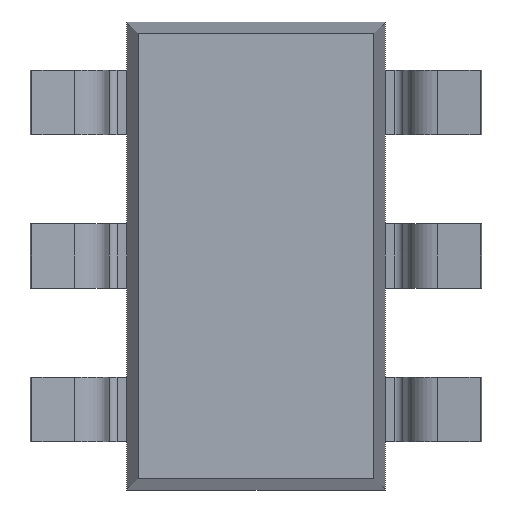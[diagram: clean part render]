
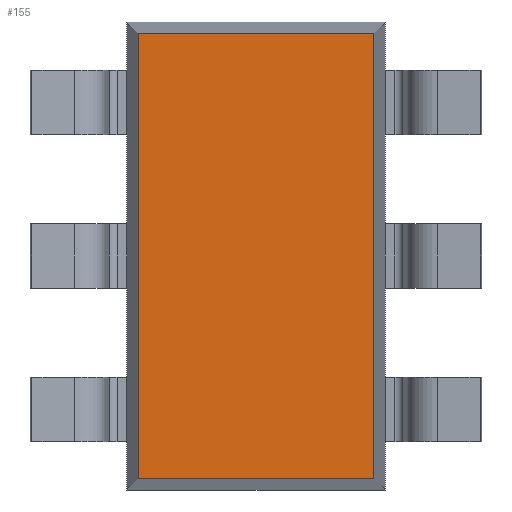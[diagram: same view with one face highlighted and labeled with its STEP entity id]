
A CAD part, front view. The second image highlights one B-rep face of the part: STEP entity #155.
In plain terms, the highlighted planar face has unit normal (0, -1, 0).
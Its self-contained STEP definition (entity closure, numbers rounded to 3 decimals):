
#2 = VECTOR ( 'NONE', #2593, 1000. ) ;
#98 = LINE ( 'NONE', #3031, #2 ) ;
#103 = ORIENTED_EDGE ( 'NONE', *, *, #2409, .T. ) ;
#155 = ADVANCED_FACE ( 'NONE', ( #2789 ), #2359, .T. ) ;
#285 = EDGE_CURVE ( 'NONE', #1464, #1368, #2174, .T. ) ;
#341 = CARTESIAN_POINT ( 'NONE',  ( 0., 0.15, 0. ) ) ;
#369 = DIRECTION ( 'NONE',  ( 0., 0., 1. ) ) ;
#505 = EDGE_LOOP ( 'NONE', ( #103, #1910, #1832, #934 ) ) ;
#539 = EDGE_CURVE ( 'NONE', #999, #1464, #98, .T. ) ;
#556 = LINE ( 'NONE', #2777, #1838 ) ;
#627 = CARTESIAN_POINT ( 'NONE',  ( -0.73, 0.15, 1.38 ) ) ;
#680 = CARTESIAN_POINT ( 'NONE',  ( -0.8, 0.15, -1.38 ) ) ;
#883 = CARTESIAN_POINT ( 'NONE',  ( 0.73, 0.15, 1.38 ) ) ;
#934 = ORIENTED_EDGE ( 'NONE', *, *, #285, .T. ) ;
#999 = VERTEX_POINT ( 'NONE', #883 ) ;
#1133 = AXIS2_PLACEMENT_3D ( 'NONE', #341, #2060, #2830 ) ;
#1169 = DIRECTION ( 'NONE',  ( 0., 0., -1. ) ) ;
#1368 = VERTEX_POINT ( 'NONE', #2615 ) ;
#1441 = LINE ( 'NONE', #680, #1841 ) ;
#1464 = VERTEX_POINT ( 'NONE', #627 ) ;
#1832 = ORIENTED_EDGE ( 'NONE', *, *, #539, .T. ) ;
#1838 = VECTOR ( 'NONE', #369, 1000. ) ;
#1841 = VECTOR ( 'NONE', #3090, 1000. ) ;
#1910 = ORIENTED_EDGE ( 'NONE', *, *, #2291, .T. ) ;
#1931 = CARTESIAN_POINT ( 'NONE',  ( 0.73, 0.15, -1.38 ) ) ;
#2060 = DIRECTION ( 'NONE',  ( 0., -1., 0. ) ) ;
#2174 = LINE ( 'NONE', #2917, #2541 ) ;
#2291 = EDGE_CURVE ( 'NONE', #2786, #999, #556, .T. ) ;
#2359 = PLANE ( 'NONE',  #1133 ) ;
#2409 = EDGE_CURVE ( 'NONE', #1368, #2786, #1441, .T. ) ;
#2541 = VECTOR ( 'NONE', #1169, 1000. ) ;
#2593 = DIRECTION ( 'NONE',  ( -1., 0., 0. ) ) ;
#2615 = CARTESIAN_POINT ( 'NONE',  ( -0.73, 0.15, -1.38 ) ) ;
#2777 = CARTESIAN_POINT ( 'NONE',  ( 0.73, 0.15, -1.45 ) ) ;
#2786 = VERTEX_POINT ( 'NONE', #1931 ) ;
#2789 = FACE_OUTER_BOUND ( 'NONE', #505, .T. ) ;
#2830 = DIRECTION ( 'NONE',  ( 0., 0., -1. ) ) ;
#2917 = CARTESIAN_POINT ( 'NONE',  ( -0.73, 0.15, 1.45 ) ) ;
#3031 = CARTESIAN_POINT ( 'NONE',  ( 0.8, 0.15, 1.38 ) ) ;
#3090 = DIRECTION ( 'NONE',  ( 1., 0., 0. ) ) ;
